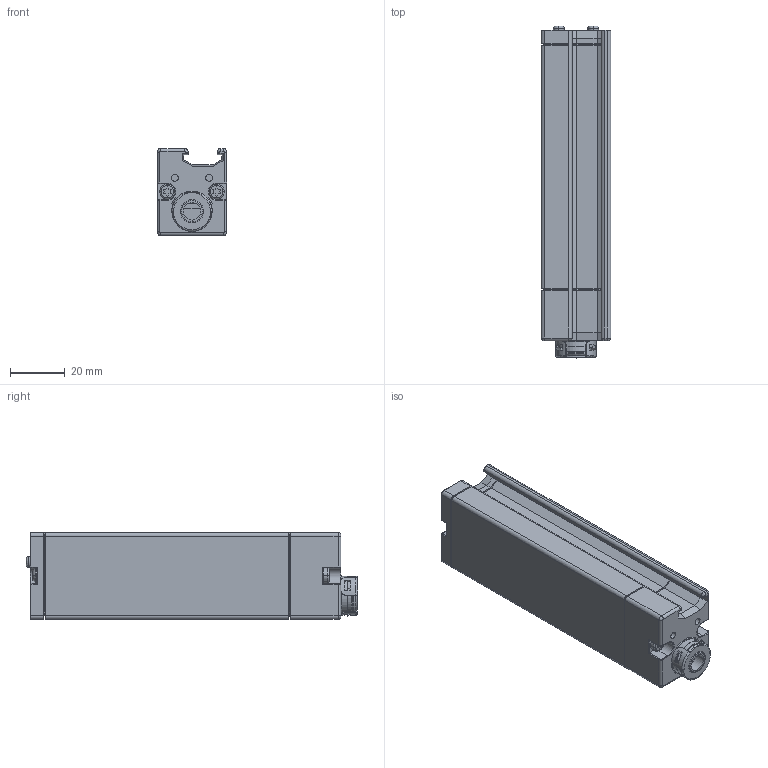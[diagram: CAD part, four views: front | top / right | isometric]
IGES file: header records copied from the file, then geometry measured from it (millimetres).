
Start section:  PTC IGES file: 158550.igs
Global section: file name: 158550.igs; native system: Pro/ENGINEER by Parametric Technology Corporation; preprocessor: 2009141; author: banengservice; organization: Unknown; date: 20121203.150646; units: inch
Bounding box: 25.4 x 121.15 x 31.75 mm (x, y, z)
Volume: 32006.4 mm3; surface area: 35029.3 mm2
Topology: 1 solids, 1 shells, 896 faces, 2422 edges, 1523 vertices
Faces by surface type: bspline 499, revolution 397
